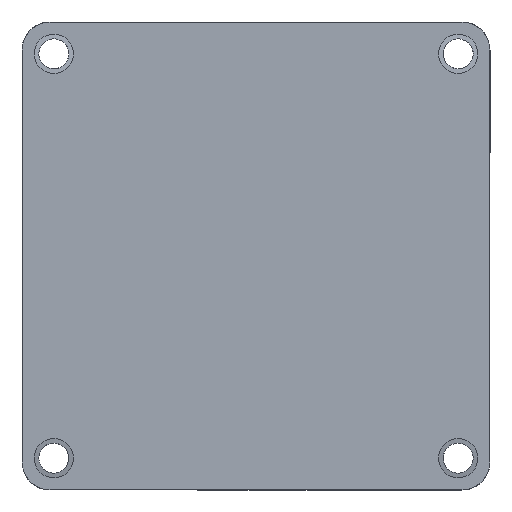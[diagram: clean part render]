
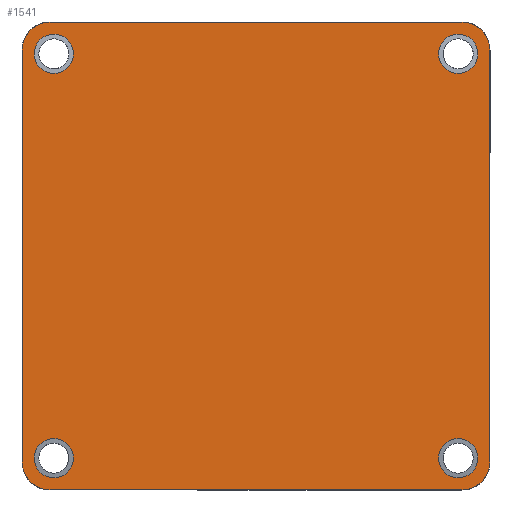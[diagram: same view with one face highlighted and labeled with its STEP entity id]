
A CAD part, front view. The second image highlights one B-rep face of the part: STEP entity #1541.
In plain terms, the highlighted planar face has unit normal (0, -1, 0).
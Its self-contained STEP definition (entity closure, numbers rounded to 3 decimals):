
#14 = EDGE_CURVE ( 'NONE', #3423, #5866, #934, .T. ) ;
#77 = CIRCLE ( 'NONE', #4113, 1.5 ) ;
#121 = ORIENTED_EDGE ( 'NONE', *, *, #1308, .T. ) ;
#327 = CARTESIAN_POINT ( 'NONE',  ( 0., 0., 0. ) ) ;
#352 = CIRCLE ( 'NONE', #5128, 1.05 ) ;
#354 = CARTESIAN_POINT ( 'NONE',  ( 11., 0., -11. ) ) ;
#505 = VERTEX_POINT ( 'NONE', #2099 ) ;
#521 = VERTEX_POINT ( 'NONE', #7449 ) ;
#527 = AXIS2_PLACEMENT_3D ( 'NONE', #4792, #4247, #6648 ) ;
#578 = CARTESIAN_POINT ( 'NONE',  ( 11., 0., 12.5 ) ) ;
#598 = DIRECTION ( 'NONE',  ( 1., 0., 0. ) ) ;
#627 = ORIENTED_EDGE ( 'NONE', *, *, #7669, .F. ) ;
#661 = VECTOR ( 'NONE', #598, 1000. ) ;
#715 = VERTEX_POINT ( 'NONE', #4485 ) ;
#737 = EDGE_CURVE ( 'NONE', #521, #5224, #3115, .T. ) ;
#738 = DIRECTION ( 'NONE',  ( 0., 1., 0. ) ) ;
#756 = AXIS2_PLACEMENT_3D ( 'NONE', #4246, #738, #7274 ) ;
#777 = AXIS2_PLACEMENT_3D ( 'NONE', #6621, #1231, #1194 ) ;
#841 = VECTOR ( 'NONE', #1383, 1000. ) ;
#912 = CARTESIAN_POINT ( 'NONE',  ( -12.5, 0., -12.5 ) ) ;
#924 = FACE_OUTER_BOUND ( 'NONE', #6335, .T. ) ;
#934 = CIRCLE ( 'NONE', #3322, 1.05 ) ;
#945 = CARTESIAN_POINT ( 'NONE',  ( 10.8, 0., 11.85 ) ) ;
#1006 = VERTEX_POINT ( 'NONE', #6057 ) ;
#1019 = ORIENTED_EDGE ( 'NONE', *, *, #7155, .F. ) ;
#1194 = DIRECTION ( 'NONE',  ( 0., 0., 1. ) ) ;
#1231 = DIRECTION ( 'NONE',  ( 0., 1., 0. ) ) ;
#1308 = EDGE_CURVE ( 'NONE', #6891, #2985, #5867, .T. ) ;
#1310 = CARTESIAN_POINT ( 'NONE',  ( -12.5, 0., 12.5 ) ) ;
#1321 = DIRECTION ( 'NONE',  ( 0., 0., 1. ) ) ;
#1383 = DIRECTION ( 'NONE',  ( -1., 0., 0. ) ) ;
#1397 = CARTESIAN_POINT ( 'NONE',  ( 12.5, 0., -11. ) ) ;
#1489 = ORIENTED_EDGE ( 'NONE', *, *, #4058, .T. ) ;
#1541 = ADVANCED_FACE ( 'NONE', ( #6350, #6277, #7594, #6901, #924 ), #2059, .F. ) ;
#1623 = ORIENTED_EDGE ( 'NONE', *, *, #4793, .T. ) ;
#1643 = ORIENTED_EDGE ( 'NONE', *, *, #737, .F. ) ;
#1808 = VERTEX_POINT ( 'NONE', #4884 ) ;
#1816 = EDGE_LOOP ( 'NONE', ( #7596, #7305 ) ) ;
#1848 = CIRCLE ( 'NONE', #6379, 1.5 ) ;
#1873 = CARTESIAN_POINT ( 'NONE',  ( 11., 0., 11. ) ) ;
#1931 = DIRECTION ( 'NONE',  ( 0., 0., 1. ) ) ;
#1967 = DIRECTION ( 'NONE',  ( 0., 0., -1. ) ) ;
#1968 = AXIS2_PLACEMENT_3D ( 'NONE', #4320, #6725, #1321 ) ;
#2059 = PLANE ( 'NONE',  #3094 ) ;
#2099 = CARTESIAN_POINT ( 'NONE',  ( -10.8, 0., -9.75 ) ) ;
#2121 = CIRCLE ( 'NONE', #6776, 1.05 ) ;
#2172 = DIRECTION ( 'NONE',  ( 0., 0., 1. ) ) ;
#2232 = ORIENTED_EDGE ( 'NONE', *, *, #14, .T. ) ;
#2316 = EDGE_LOOP ( 'NONE', ( #121, #7240 ) ) ;
#2566 = DIRECTION ( 'NONE',  ( 0., 1., 0. ) ) ;
#2586 = DIRECTION ( 'NONE',  ( 0., -1., 0. ) ) ;
#2600 = EDGE_CURVE ( 'NONE', #2985, #6891, #7314, .T. ) ;
#2617 = VECTOR ( 'NONE', #2727, 1000. ) ;
#2727 = DIRECTION ( 'NONE',  ( 0., 0., 1. ) ) ;
#2735 = DIRECTION ( 'NONE',  ( 0., 1., 0. ) ) ;
#2881 = VERTEX_POINT ( 'NONE', #7105 ) ;
#2985 = VERTEX_POINT ( 'NONE', #5765 ) ;
#3039 = CARTESIAN_POINT ( 'NONE',  ( -10.8, 0., -10.8 ) ) ;
#3094 = AXIS2_PLACEMENT_3D ( 'NONE', #327, #2735, #2172 ) ;
#3115 = LINE ( 'NONE', #5516, #4570 ) ;
#3127 = LINE ( 'NONE', #7334, #841 ) ;
#3180 = DIRECTION ( 'NONE',  ( 0., 1., 0. ) ) ;
#3206 = DIRECTION ( 'NONE',  ( 0., 0., 1. ) ) ;
#3209 = ORIENTED_EDGE ( 'NONE', *, *, #5594, .T. ) ;
#3269 = CARTESIAN_POINT ( 'NONE',  ( 10.8, 0., 9.75 ) ) ;
#3322 = AXIS2_PLACEMENT_3D ( 'NONE', #5254, #3407, #7652 ) ;
#3407 = DIRECTION ( 'NONE',  ( 0., 1., 0. ) ) ;
#3423 = VERTEX_POINT ( 'NONE', #6200 ) ;
#3504 = AXIS2_PLACEMENT_3D ( 'NONE', #1873, #2586, #3206 ) ;
#3530 = DIRECTION ( 'NONE',  ( 0., 1., 0. ) ) ;
#3629 = EDGE_CURVE ( 'NONE', #715, #5158, #4770, .T. ) ;
#3734 = DIRECTION ( 'NONE',  ( 0., 0., 1. ) ) ;
#3790 = ORIENTED_EDGE ( 'NONE', *, *, #5300, .T. ) ;
#3874 = AXIS2_PLACEMENT_3D ( 'NONE', #5581, #6794, #6131 ) ;
#4058 = EDGE_CURVE ( 'NONE', #4997, #7684, #4154, .T. ) ;
#4113 = AXIS2_PLACEMENT_3D ( 'NONE', #5846, #5997, #7098 ) ;
#4133 = DIRECTION ( 'NONE',  ( 0., 0., 1. ) ) ;
#4154 = CIRCLE ( 'NONE', #756, 1.05 ) ;
#4188 = CARTESIAN_POINT ( 'NONE',  ( -10.8, 0., 9.75 ) ) ;
#4228 = AXIS2_PLACEMENT_3D ( 'NONE', #6004, #3530, #4741 ) ;
#4246 = CARTESIAN_POINT ( 'NONE',  ( 10.8, 0., 10.8 ) ) ;
#4247 = DIRECTION ( 'NONE',  ( 0., 1., 0. ) ) ;
#4276 = EDGE_LOOP ( 'NONE', ( #2232, #3790 ) ) ;
#4320 = CARTESIAN_POINT ( 'NONE',  ( -11., 0., 11. ) ) ;
#4485 = CARTESIAN_POINT ( 'NONE',  ( -11., 0., 12.5 ) ) ;
#4488 = LINE ( 'NONE', #912, #2617 ) ;
#4570 = VECTOR ( 'NONE', #1967, 1000. ) ;
#4627 = CARTESIAN_POINT ( 'NONE',  ( -10.8, 0., -11.85 ) ) ;
#4741 = DIRECTION ( 'NONE',  ( 0., 0., 1. ) ) ;
#4770 = LINE ( 'NONE', #1310, #661 ) ;
#4792 = CARTESIAN_POINT ( 'NONE',  ( 10.8, 0., -10.8 ) ) ;
#4793 = EDGE_CURVE ( 'NONE', #7684, #4997, #7554, .T. ) ;
#4875 = ORIENTED_EDGE ( 'NONE', *, *, #6967, .T. ) ;
#4884 = CARTESIAN_POINT ( 'NONE',  ( -12.5, 0., 11. ) ) ;
#4982 = CARTESIAN_POINT ( 'NONE',  ( -10.8, 0., -10.8 ) ) ;
#4997 = VERTEX_POINT ( 'NONE', #945 ) ;
#5128 = AXIS2_PLACEMENT_3D ( 'NONE', #4982, #3180, #3734 ) ;
#5158 = VERTEX_POINT ( 'NONE', #578 ) ;
#5205 = VERTEX_POINT ( 'NONE', #7346 ) ;
#5224 = VERTEX_POINT ( 'NONE', #1397 ) ;
#5254 = CARTESIAN_POINT ( 'NONE',  ( -10.8, 0., 10.8 ) ) ;
#5289 = EDGE_CURVE ( 'NONE', #505, #6956, #352, .T. ) ;
#5300 = EDGE_CURVE ( 'NONE', #5866, #3423, #7264, .T. ) ;
#5307 = ORIENTED_EDGE ( 'NONE', *, *, #6798, .T. ) ;
#5317 = DIRECTION ( 'NONE',  ( 0., -1., 0. ) ) ;
#5361 = CIRCLE ( 'NONE', #1968, 1.5 ) ;
#5516 = CARTESIAN_POINT ( 'NONE',  ( 12.5, 0., -12.5 ) ) ;
#5581 = CARTESIAN_POINT ( 'NONE',  ( -10.8, 0., 10.8 ) ) ;
#5594 = EDGE_CURVE ( 'NONE', #521, #5158, #6392, .T. ) ;
#5765 = CARTESIAN_POINT ( 'NONE',  ( 10.8, 0., -11.85 ) ) ;
#5778 = ORIENTED_EDGE ( 'NONE', *, *, #7712, .T. ) ;
#5846 = CARTESIAN_POINT ( 'NONE',  ( -11., 0., -11. ) ) ;
#5866 = VERTEX_POINT ( 'NONE', #4188 ) ;
#5867 = CIRCLE ( 'NONE', #4228, 1.05 ) ;
#5997 = DIRECTION ( 'NONE',  ( 0., -1., 0. ) ) ;
#6004 = CARTESIAN_POINT ( 'NONE',  ( 10.8, 0., -10.8 ) ) ;
#6057 = CARTESIAN_POINT ( 'NONE',  ( -12.5, 0., -11. ) ) ;
#6131 = DIRECTION ( 'NONE',  ( 0., 0., 1. ) ) ;
#6200 = CARTESIAN_POINT ( 'NONE',  ( -10.8, 0., 11.85 ) ) ;
#6257 = ORIENTED_EDGE ( 'NONE', *, *, #3629, .F. ) ;
#6277 = FACE_BOUND ( 'NONE', #6416, .T. ) ;
#6335 = EDGE_LOOP ( 'NONE', ( #6257, #5307, #627, #4875, #1019, #5778, #1643, #3209 ) ) ;
#6350 = FACE_BOUND ( 'NONE', #4276, .T. ) ;
#6379 = AXIS2_PLACEMENT_3D ( 'NONE', #354, #5317, #4133 ) ;
#6387 = EDGE_CURVE ( 'NONE', #6956, #505, #2121, .T. ) ;
#6392 = CIRCLE ( 'NONE', #3504, 1.5 ) ;
#6416 = EDGE_LOOP ( 'NONE', ( #1489, #1623 ) ) ;
#6621 = CARTESIAN_POINT ( 'NONE',  ( 10.8, 0., 10.8 ) ) ;
#6648 = DIRECTION ( 'NONE',  ( 0., 0., 1. ) ) ;
#6725 = DIRECTION ( 'NONE',  ( 0., -1., 0. ) ) ;
#6776 = AXIS2_PLACEMENT_3D ( 'NONE', #3039, #2566, #1931 ) ;
#6794 = DIRECTION ( 'NONE',  ( 0., 1., 0. ) ) ;
#6798 = EDGE_CURVE ( 'NONE', #715, #1808, #5361, .T. ) ;
#6891 = VERTEX_POINT ( 'NONE', #7022 ) ;
#6901 = FACE_BOUND ( 'NONE', #1816, .T. ) ;
#6956 = VERTEX_POINT ( 'NONE', #4627 ) ;
#6967 = EDGE_CURVE ( 'NONE', #1006, #2881, #77, .T. ) ;
#7022 = CARTESIAN_POINT ( 'NONE',  ( 10.8, 0., -9.75 ) ) ;
#7098 = DIRECTION ( 'NONE',  ( 0., 0., 1. ) ) ;
#7105 = CARTESIAN_POINT ( 'NONE',  ( -11., 0., -12.5 ) ) ;
#7155 = EDGE_CURVE ( 'NONE', #5205, #2881, #3127, .T. ) ;
#7240 = ORIENTED_EDGE ( 'NONE', *, *, #2600, .T. ) ;
#7264 = CIRCLE ( 'NONE', #3874, 1.05 ) ;
#7274 = DIRECTION ( 'NONE',  ( 0., 0., 1. ) ) ;
#7305 = ORIENTED_EDGE ( 'NONE', *, *, #6387, .T. ) ;
#7314 = CIRCLE ( 'NONE', #527, 1.05 ) ;
#7334 = CARTESIAN_POINT ( 'NONE',  ( -12.5, 0., -12.5 ) ) ;
#7346 = CARTESIAN_POINT ( 'NONE',  ( 11., 0., -12.5 ) ) ;
#7449 = CARTESIAN_POINT ( 'NONE',  ( 12.5, 0., 11. ) ) ;
#7554 = CIRCLE ( 'NONE', #777, 1.05 ) ;
#7594 = FACE_BOUND ( 'NONE', #2316, .T. ) ;
#7596 = ORIENTED_EDGE ( 'NONE', *, *, #5289, .T. ) ;
#7652 = DIRECTION ( 'NONE',  ( 0., 0., 1. ) ) ;
#7669 = EDGE_CURVE ( 'NONE', #1006, #1808, #4488, .T. ) ;
#7684 = VERTEX_POINT ( 'NONE', #3269 ) ;
#7712 = EDGE_CURVE ( 'NONE', #5205, #5224, #1848, .T. ) ;
